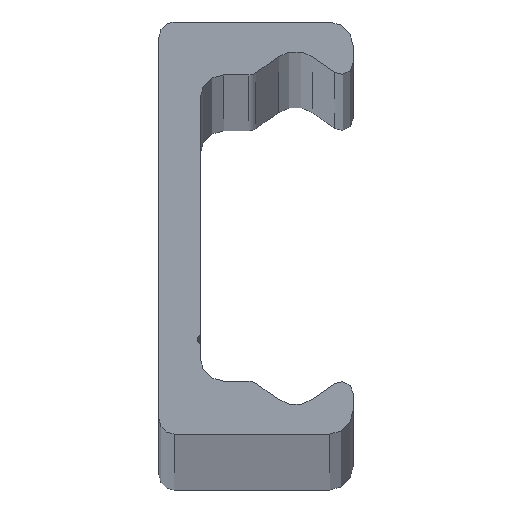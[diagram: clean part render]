
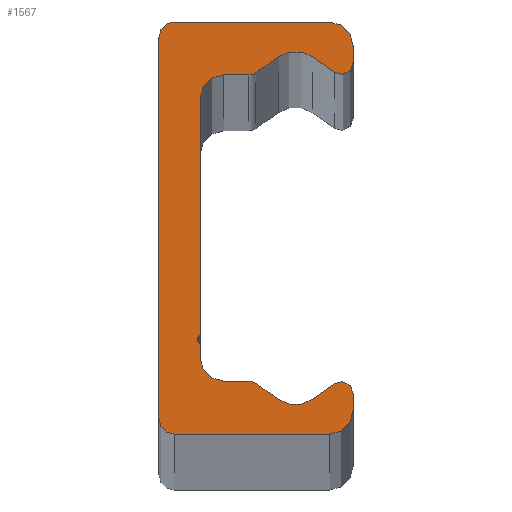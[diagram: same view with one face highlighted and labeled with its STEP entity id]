
A CAD part, top view. The second image highlights one B-rep face of the part: STEP entity #1567.
In plain terms, the highlighted planar face has unit normal (0, 0, 1).
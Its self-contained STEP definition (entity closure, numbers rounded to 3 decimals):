
#34=VECTOR('',#2134,1.);
#39=VECTOR('',#2146,1.);
#43=VECTOR('',#2157,1.);
#47=VECTOR('',#2168,1.);
#51=VECTOR('',#2179,1.);
#55=VECTOR('',#2190,1.);
#59=VECTOR('',#2201,1.);
#63=VECTOR('',#2212,1.);
#67=VECTOR('',#2223,1.);
#71=VECTOR('',#2234,1.);
#75=VECTOR('',#2245,1.);
#79=VECTOR('',#2256,1.);
#83=VECTOR('',#2267,1.);
#86=LINE('',#2551,#34);
#91=LINE('',#2566,#39);
#95=LINE('',#2578,#43);
#99=LINE('',#2590,#47);
#103=LINE('',#2602,#51);
#107=LINE('',#2614,#55);
#111=LINE('',#2626,#59);
#115=LINE('',#2638,#63);
#119=LINE('',#2650,#67);
#123=LINE('',#2662,#71);
#127=LINE('',#2674,#75);
#131=LINE('',#2686,#79);
#135=LINE('',#2698,#83);
#151=PLANE('',#1791);
#289=VERTEX_POINT('',#2552);
#290=VERTEX_POINT('',#2553);
#293=VERTEX_POINT('',#2561);
#295=VERTEX_POINT('',#2567);
#297=VERTEX_POINT('',#2573);
#299=VERTEX_POINT('',#2579);
#301=VERTEX_POINT('',#2585);
#303=VERTEX_POINT('',#2591);
#305=VERTEX_POINT('',#2597);
#307=VERTEX_POINT('',#2603);
#309=VERTEX_POINT('',#2609);
#311=VERTEX_POINT('',#2615);
#313=VERTEX_POINT('',#2621);
#315=VERTEX_POINT('',#2627);
#317=VERTEX_POINT('',#2633);
#319=VERTEX_POINT('',#2639);
#321=VERTEX_POINT('',#2645);
#323=VERTEX_POINT('',#2651);
#325=VERTEX_POINT('',#2657);
#327=VERTEX_POINT('',#2663);
#329=VERTEX_POINT('',#2669);
#331=VERTEX_POINT('',#2675);
#333=VERTEX_POINT('',#2681);
#335=VERTEX_POINT('',#2687);
#337=VERTEX_POINT('',#2693);
#339=VERTEX_POINT('',#2699);
#443=CIRCLE('',#1741,2.);
#445=CIRCLE('',#1745,1.);
#447=CIRCLE('',#1749,2.5);
#449=CIRCLE('',#1753,1.);
#451=CIRCLE('',#1757,2.);
#453=CIRCLE('',#1761,0.5);
#455=CIRCLE('',#1765,2.);
#457=CIRCLE('',#1769,1.);
#459=CIRCLE('',#1773,2.5);
#461=CIRCLE('',#1777,1.);
#463=CIRCLE('',#1781,2.);
#465=CIRCLE('',#1785,1.3);
#467=CIRCLE('',#1789,1.3);
#571=EDGE_CURVE('',#289,#290,#86,.T.);
#575=EDGE_CURVE('',#290,#293,#443,.T.);
#578=EDGE_CURVE('',#293,#295,#91,.T.);
#581=EDGE_CURVE('',#295,#297,#445,.T.);
#584=EDGE_CURVE('',#297,#299,#95,.T.);
#587=EDGE_CURVE('',#299,#301,#447,.T.);
#590=EDGE_CURVE('',#301,#303,#99,.T.);
#593=EDGE_CURVE('',#303,#305,#449,.T.);
#596=EDGE_CURVE('',#305,#307,#103,.T.);
#599=EDGE_CURVE('',#307,#309,#451,.T.);
#602=EDGE_CURVE('',#309,#311,#107,.T.);
#605=EDGE_CURVE('',#311,#313,#453,.T.);
#608=EDGE_CURVE('',#313,#315,#111,.T.);
#611=EDGE_CURVE('',#315,#317,#455,.T.);
#614=EDGE_CURVE('',#317,#319,#115,.T.);
#617=EDGE_CURVE('',#319,#321,#457,.T.);
#620=EDGE_CURVE('',#321,#323,#119,.T.);
#623=EDGE_CURVE('',#323,#325,#459,.T.);
#626=EDGE_CURVE('',#325,#327,#123,.T.);
#629=EDGE_CURVE('',#327,#329,#461,.T.);
#632=EDGE_CURVE('',#329,#331,#127,.T.);
#635=EDGE_CURVE('',#331,#333,#463,.T.);
#638=EDGE_CURVE('',#333,#335,#131,.T.);
#641=EDGE_CURVE('',#335,#337,#465,.T.);
#644=EDGE_CURVE('',#337,#339,#135,.T.);
#647=EDGE_CURVE('',#339,#289,#467,.T.);
#957=ORIENTED_EDGE('',*,*,#571,.F.);
#958=ORIENTED_EDGE('',*,*,#647,.F.);
#959=ORIENTED_EDGE('',*,*,#644,.F.);
#960=ORIENTED_EDGE('',*,*,#641,.F.);
#961=ORIENTED_EDGE('',*,*,#638,.F.);
#962=ORIENTED_EDGE('',*,*,#635,.F.);
#963=ORIENTED_EDGE('',*,*,#632,.F.);
#964=ORIENTED_EDGE('',*,*,#629,.F.);
#965=ORIENTED_EDGE('',*,*,#626,.F.);
#966=ORIENTED_EDGE('',*,*,#623,.F.);
#967=ORIENTED_EDGE('',*,*,#620,.F.);
#968=ORIENTED_EDGE('',*,*,#617,.F.);
#969=ORIENTED_EDGE('',*,*,#614,.F.);
#970=ORIENTED_EDGE('',*,*,#611,.F.);
#971=ORIENTED_EDGE('',*,*,#608,.F.);
#972=ORIENTED_EDGE('',*,*,#605,.F.);
#973=ORIENTED_EDGE('',*,*,#602,.F.);
#974=ORIENTED_EDGE('',*,*,#599,.F.);
#975=ORIENTED_EDGE('',*,*,#596,.F.);
#976=ORIENTED_EDGE('',*,*,#593,.F.);
#977=ORIENTED_EDGE('',*,*,#590,.F.);
#978=ORIENTED_EDGE('',*,*,#587,.F.);
#979=ORIENTED_EDGE('',*,*,#584,.F.);
#980=ORIENTED_EDGE('',*,*,#581,.F.);
#981=ORIENTED_EDGE('',*,*,#578,.F.);
#982=ORIENTED_EDGE('',*,*,#575,.F.);
#1239=EDGE_LOOP('',(#957,#958,#959,#960,#961,#962,#963,#964,#965,#966,#967,
#968,#969,#970,#971,#972,#973,#974,#975,#976,#977,#978,#979,#980,#981,#982));
#1471=FACE_BOUND('',#1239,.T.);
#1567=ADVANCED_FACE('',(#1471),#151,.T.);
#1741=AXIS2_PLACEMENT_3D('',#2560,#2140,#2141);
#1745=AXIS2_PLACEMENT_3D('',#2572,#2151,#2152);
#1749=AXIS2_PLACEMENT_3D('',#2584,#2162,#2163);
#1753=AXIS2_PLACEMENT_3D('',#2596,#2173,#2174);
#1757=AXIS2_PLACEMENT_3D('',#2608,#2184,#2185);
#1761=AXIS2_PLACEMENT_3D('',#2620,#2195,#2196);
#1765=AXIS2_PLACEMENT_3D('',#2632,#2206,#2207);
#1769=AXIS2_PLACEMENT_3D('',#2644,#2217,#2218);
#1773=AXIS2_PLACEMENT_3D('',#2656,#2228,#2229);
#1777=AXIS2_PLACEMENT_3D('',#2668,#2239,#2240);
#1781=AXIS2_PLACEMENT_3D('',#2680,#2250,#2251);
#1785=AXIS2_PLACEMENT_3D('',#2692,#2261,#2262);
#1789=AXIS2_PLACEMENT_3D('',#2704,#2272,#2273);
#1791=AXIS2_PLACEMENT_3D('',#2706,#2276,$);
#2134=DIRECTION('',(1.,0.,0.));
#2140=DIRECTION('',(0.,0.,-1.));
#2141=DIRECTION('',(2.,0.,0.));
#2146=DIRECTION('',(0.,-1.,0.));
#2151=DIRECTION('',(0.,0.,-1.));
#2152=DIRECTION('',(1.,0.,0.));
#2157=DIRECTION('',(-0.819,0.574,0.));
#2162=DIRECTION('',(0.,0.,1.));
#2163=DIRECTION('',(2.5,0.,0.));
#2168=DIRECTION('',(-0.819,-0.574,0.));
#2173=DIRECTION('',(0.,0.,-1.));
#2174=DIRECTION('',(1.,0.,0.));
#2179=DIRECTION('',(-1.,0.,0.));
#2184=DIRECTION('',(0.,0.,1.));
#2185=DIRECTION('',(2.,0.,0.));
#2190=DIRECTION('',(0.,-1.,0.));
#2195=DIRECTION('',(0.,0.,1.));
#2196=DIRECTION('',(0.5,0.,0.));
#2201=DIRECTION('',(0.,-1.,0.));
#2206=DIRECTION('',(0.,0.,1.));
#2207=DIRECTION('',(2.,0.,0.));
#2212=DIRECTION('',(1.,0.,0.));
#2217=DIRECTION('',(0.,0.,-1.));
#2218=DIRECTION('',(1.,0.,0.));
#2223=DIRECTION('',(0.819,-0.574,0.));
#2228=DIRECTION('',(0.,0.,1.));
#2229=DIRECTION('',(2.5,0.,0.));
#2234=DIRECTION('',(0.819,0.574,0.));
#2239=DIRECTION('',(0.,0.,-1.));
#2240=DIRECTION('',(1.,0.,0.));
#2245=DIRECTION('',(0.,-1.,0.));
#2250=DIRECTION('',(0.,0.,-1.));
#2251=DIRECTION('',(2.,0.,0.));
#2256=DIRECTION('',(-1.,0.,0.));
#2261=DIRECTION('',(0.,0.,-1.));
#2262=DIRECTION('',(1.3,0.,0.));
#2267=DIRECTION('',(0.,1.,0.));
#2272=DIRECTION('',(0.,0.,-1.));
#2273=DIRECTION('',(1.3,0.,0.));
#2276=DIRECTION('',(0.,0.,1.));
#2551=CARTESIAN_POINT('',(14.5,17.5,2720.));
#2552=CARTESIAN_POINT('',(1.3,17.5,2720.));
#2553=CARTESIAN_POINT('',(14.5,17.5,2720.));
#2560=CARTESIAN_POINT('',(14.5,15.5,2720.));
#2561=CARTESIAN_POINT('',(16.5,15.5,2720.));
#2566=CARTESIAN_POINT('',(16.5,14.042,2720.));
#2567=CARTESIAN_POINT('',(16.5,14.042,2720.));
#2572=CARTESIAN_POINT('',(15.5,14.042,2720.));
#2573=CARTESIAN_POINT('',(14.926,13.223,2720.));
#2578=CARTESIAN_POINT('',(13.034,14.548,2720.));
#2579=CARTESIAN_POINT('',(13.034,14.548,2720.));
#2584=CARTESIAN_POINT('',(11.6,12.5,2720.));
#2585=CARTESIAN_POINT('',(10.166,14.548,2720.));
#2590=CARTESIAN_POINT('',(8.214,13.181,2720.));
#2591=CARTESIAN_POINT('',(8.214,13.181,2720.));
#2596=CARTESIAN_POINT('',(7.64,14.,2720.));
#2597=CARTESIAN_POINT('',(7.64,13.,2720.));
#2602=CARTESIAN_POINT('',(5.5,13.,2720.));
#2603=CARTESIAN_POINT('',(5.5,13.,2720.));
#2608=CARTESIAN_POINT('',(5.5,11.,2720.));
#2609=CARTESIAN_POINT('',(3.5,11.,2720.));
#2614=CARTESIAN_POINT('',(3.5,-9.067,2720.));
#2615=CARTESIAN_POINT('',(3.5,-9.067,2720.));
#2620=CARTESIAN_POINT('',(3.75,-9.5,2720.));
#2621=CARTESIAN_POINT('',(3.5,-9.933,2720.));
#2626=CARTESIAN_POINT('',(3.5,-11.,2720.));
#2627=CARTESIAN_POINT('',(3.5,-11.,2720.));
#2632=CARTESIAN_POINT('',(5.5,-11.,2720.));
#2633=CARTESIAN_POINT('',(5.5,-13.,2720.));
#2638=CARTESIAN_POINT('',(7.64,-13.,2720.));
#2639=CARTESIAN_POINT('',(7.64,-13.,2720.));
#2644=CARTESIAN_POINT('',(7.64,-14.,2720.));
#2645=CARTESIAN_POINT('',(8.214,-13.181,2720.));
#2650=CARTESIAN_POINT('',(10.166,-14.548,2720.));
#2651=CARTESIAN_POINT('',(10.166,-14.548,2720.));
#2656=CARTESIAN_POINT('',(11.6,-12.5,2720.));
#2657=CARTESIAN_POINT('',(13.034,-14.548,2720.));
#2662=CARTESIAN_POINT('',(14.926,-13.223,2720.));
#2663=CARTESIAN_POINT('',(14.926,-13.223,2720.));
#2668=CARTESIAN_POINT('',(15.5,-14.042,2720.));
#2669=CARTESIAN_POINT('',(16.5,-14.042,2720.));
#2674=CARTESIAN_POINT('',(16.5,-15.5,2720.));
#2675=CARTESIAN_POINT('',(16.5,-15.5,2720.));
#2680=CARTESIAN_POINT('',(14.5,-15.5,2720.));
#2681=CARTESIAN_POINT('',(14.5,-17.5,2720.));
#2686=CARTESIAN_POINT('',(1.3,-17.5,2720.));
#2687=CARTESIAN_POINT('',(1.3,-17.5,2720.));
#2692=CARTESIAN_POINT('',(1.3,-16.2,2720.));
#2693=CARTESIAN_POINT('',(0.,-16.2,2720.));
#2698=CARTESIAN_POINT('',(0.,16.2,2720.));
#2699=CARTESIAN_POINT('',(0.,16.2,2720.));
#2704=CARTESIAN_POINT('',(1.3,16.2,2720.));
#2706=CARTESIAN_POINT('',(5.942,-0.014,2720.));
